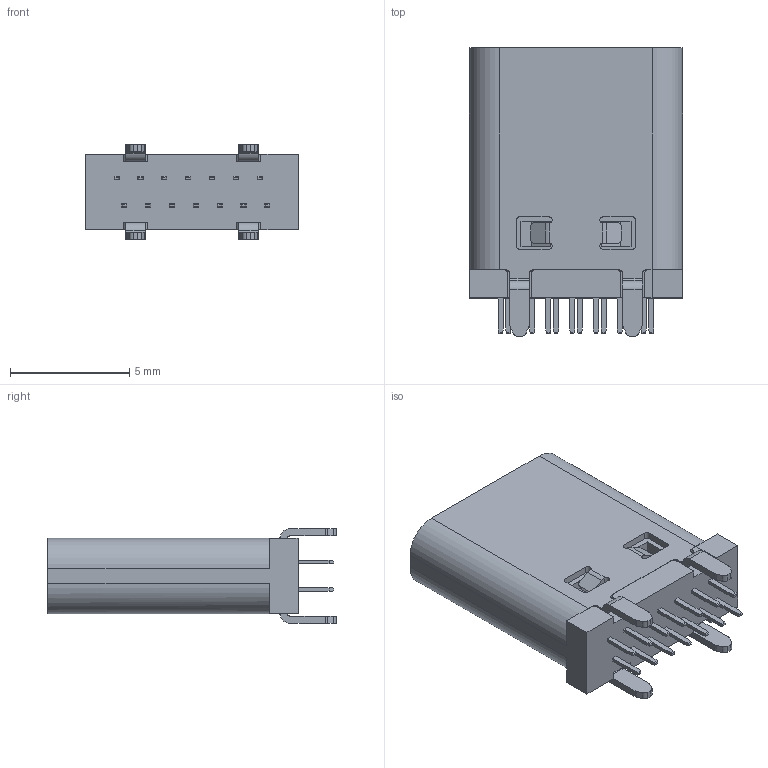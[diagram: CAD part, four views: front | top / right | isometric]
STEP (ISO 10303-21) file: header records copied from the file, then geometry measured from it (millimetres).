
FILE_DESCRIPTION (( 'STEP AP214' ), '1' );
FILE_NAME ('2.STEP', '2021-09-08T14:05:06', ( '微软用户' ), ( '微软中国' ), 'SwSTEP 2.0', 'SolidWorks 2012', '' );
FILE_SCHEMA (( 'AUTOMOTIVE_DESIGN' ));
Length unit declared in the file: millimetre
Products named in the file (1): 2
Bounding box: 8.94 x 12.1 x 3.96 mm (x, y, z)
Volume: 195.9 mm3; surface area: 674.2 mm2
Topology: 1 solids, 5 shells, 536 faces, 1511 edges, 996 vertices
Faces by surface type: plane 376, cylinder 143, cone 11, bspline 4, torus 2
Entity records: 17487 total; most frequent: CARTESIAN_POINT 3536, ORIENTED_EDGE 3022, DIRECTION 2737, EDGE_CURVE 1511, VECTOR 1163, LINE 1163, VERTEX_POINT 996, AXIS2_PLACEMENT_3D 787
